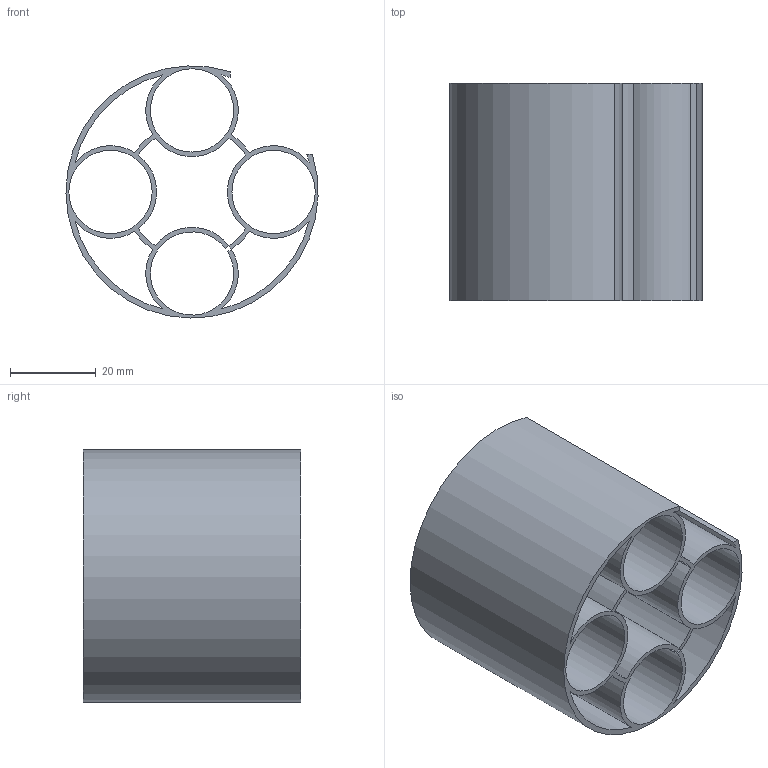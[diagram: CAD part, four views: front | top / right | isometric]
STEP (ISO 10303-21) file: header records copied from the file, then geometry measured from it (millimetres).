
FILE_DESCRIPTION(/* description */ (''),/* implementation_level */ '2;1');
FILE_NAME(/* name */ 'batter holder v3.step',/* time_stamp */ '2020-01-23T11:16:04-05:00',/* author */ (''),/* organization */ (''),/* preprocessor_version */ 'ST-DEVELOPER v18',/* originating_system */ 'Autodesk Translation Framework v8.12.0.6',/* authorisation */ '');
FILE_SCHEMA (('AUTOMOTIVE_DESIGN { 1 0 10303 214 3 1 1 }'));
Length unit declared in the file: inch
Products named in the file (1): batter holder
Bounding box: 58.9 x 50.8 x 58.91 mm (x, y, z)
Volume: 21868.4 mm3; surface area: 38979.3 mm2
Topology: 1 solids, 1 shells, 37 faces, 105 edges, 66 vertices
Faces by surface type: cylinder 33, plane 4
Full cylindrical faces by diameter (mm): 19.45 x3
Entity records: 1296 total; most frequent: DIRECTION 247, ORIENTED_EDGE 210, CARTESIAN_POINT 209, EDGE_CURVE 105, AXIS2_PLACEMENT_3D 104, CIRCLE 66, VERTEX_POINT 66, EDGE_LOOP 49
